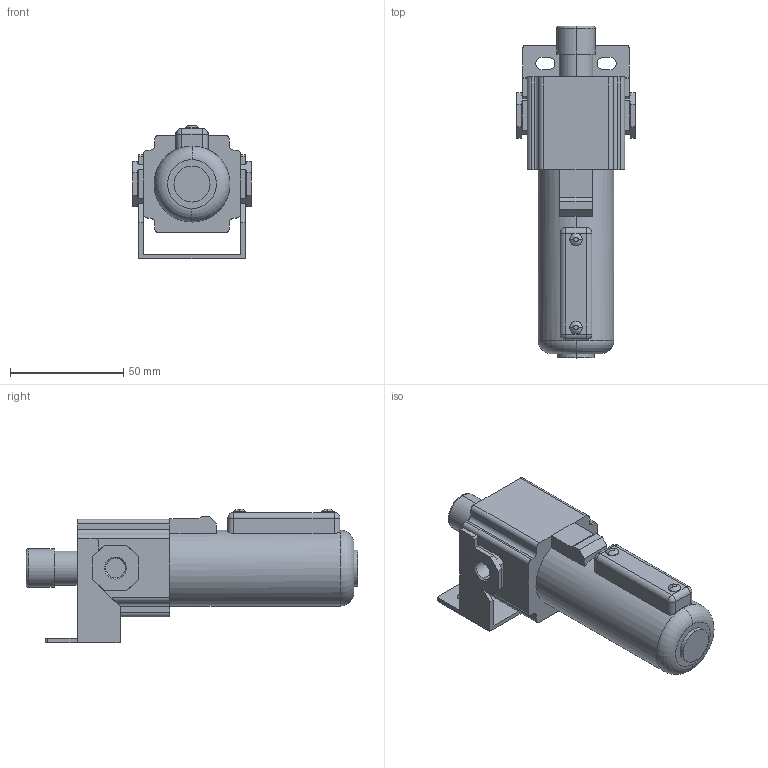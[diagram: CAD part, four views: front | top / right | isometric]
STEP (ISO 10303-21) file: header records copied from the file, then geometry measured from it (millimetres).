
FILE_DESCRIPTION (( 'STEP AP203' ), '1' );
FILE_NAME ('AL2-21-D.step', '2020-04-16T20:01:01', ( '' ), ( '' ), 'SwSTEP 2.0', 'SolidWorks 2019', '' );
FILE_SCHEMA (( 'CONFIG_CONTROL_DESIGN' ));
Length unit declared in the file: millimetre
Products named in the file (1): AL2-21-D
Bounding box: 52.5 x 146.5 x 59 mm (x, y, z)
Volume: 160396.1 mm3; surface area: 27147.5 mm2
Topology: 1 solids, 1 shells, 164 faces, 426 edges, 272 vertices
Faces by surface type: plane 102, cylinder 46, sphere 4, bspline 4, torus 4, cone 4
Entity records: 5177 total; most frequent: CARTESIAN_POINT 1027, ORIENTED_EDGE 852, DIRECTION 842, EDGE_CURVE 426, LINE 308, VECTOR 308, VERTEX_POINT 272, AXIS2_PLACEMENT_3D 267
